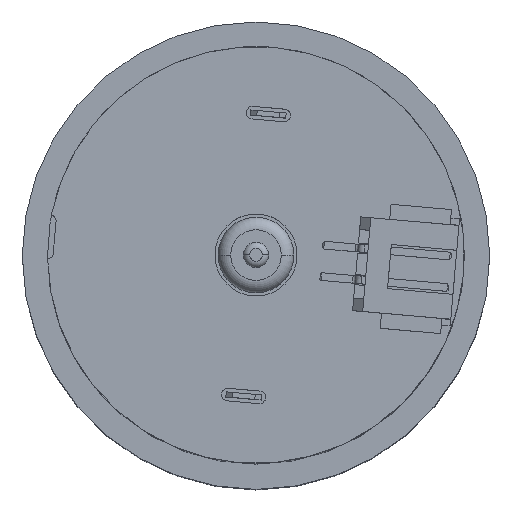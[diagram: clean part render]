
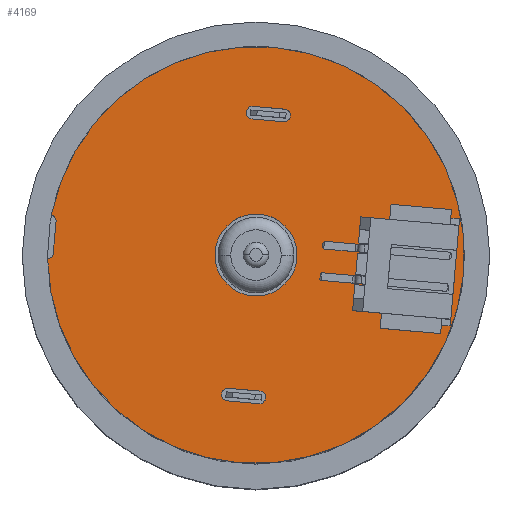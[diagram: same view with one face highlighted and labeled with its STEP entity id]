
A CAD part, top view. The second image highlights one B-rep face of the part: STEP entity #4169.
In plain terms, the highlighted planar face has unit normal (0, 0, 1).
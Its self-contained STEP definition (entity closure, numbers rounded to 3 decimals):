
#1 = CARTESIAN_POINT ( 'NONE',  ( -18.098, -0.566, 132.1 ) ) ;
#29 = CARTESIAN_POINT ( 'NONE',  ( 0.665, 11.285, 132.1 ) ) ;
#36 = FACE_OUTER_BOUND ( 'NONE', #5883, .T. ) ;
#168 = AXIS2_PLACEMENT_3D ( 'NONE', #11896, #5670, #12914 ) ;
#365 = DIRECTION ( 'NONE',  ( 0., 0., 1. ) ) ;
#447 = CARTESIAN_POINT ( 'NONE',  ( 0.577, 10.289, 132.1 ) ) ;
#470 = CARTESIAN_POINT ( 'NONE',  ( -1.826, 11.503, 132.1 ) ) ;
#517 = DIRECTION ( 'NONE',  ( 0., 0., -1. ) ) ;
#566 = DIRECTION ( 'NONE',  ( 0.087, 0.996, 0. ) ) ;
#596 = AXIS2_PLACEMENT_3D ( 'NONE', #10795, #4578, #11850 ) ;
#642 = DIRECTION ( 'NONE',  ( -0.996, 0.087, 0. ) ) ;
#735 = ORIENTED_EDGE ( 'NONE', *, *, #5115, .F. ) ;
#762 = AXIS2_PLACEMENT_3D ( 'NONE', #6712, #517, #7750 ) ;
#826 = DIRECTION ( 'NONE',  ( 0., 0., 1. ) ) ;
#994 = EDGE_CURVE ( 'NONE', #7135, #11158, #4284, .T. ) ;
#1049 = ORIENTED_EDGE ( 'NONE', *, *, #12187, .T. ) ;
#1204 = VERTEX_POINT ( 'NONE', #11710 ) ;
#1222 = CIRCLE ( 'NONE', #10690, 0.5 ) ;
#1227 = CIRCLE ( 'NONE', #5494, 3.25 ) ;
#1250 = ORIENTED_EDGE ( 'NONE', *, *, #5310, .F. ) ;
#1274 = DIRECTION ( 'NONE',  ( 0., 0., 1. ) ) ;
#1387 = DIRECTION ( 'NONE',  ( 0.087, 0.996, 0. ) ) ;
#1408 = VECTOR ( 'NONE', #9761, 1000. ) ;
#1566 = CARTESIAN_POINT ( 'NONE',  ( -1.6, -0.261, 132.1 ) ) ;
#1685 = CARTESIAN_POINT ( 'NONE',  ( -3.778, -10.812, 132.1 ) ) ;
#1717 = ORIENTED_EDGE ( 'NONE', *, *, #8738, .F. ) ;
#1746 = ORIENTED_EDGE ( 'NONE', *, *, #9892, .T. ) ;
#1759 = CARTESIAN_POINT ( 'NONE',  ( -1.375, -12.026, 132.1 ) ) ;
#1805 = CIRCLE ( 'NONE', #762, 0.5 ) ;
#1982 = VERTEX_POINT ( 'NONE', #5291 ) ;
#2123 = VERTEX_POINT ( 'NONE', #8075 ) ;
#2152 = AXIS2_PLACEMENT_3D ( 'NONE', #12942, #6756, #566 ) ;
#2154 = DIRECTION ( 'NONE',  ( 0.996, -0.087, 0. ) ) ;
#2206 = DIRECTION ( 'NONE',  ( 0., 0., 1. ) ) ;
#2416 = VECTOR ( 'NONE', #1387, 1000. ) ;
#2471 = FACE_BOUND ( 'NONE', #4991, .T. ) ;
#2579 = LINE ( 'NONE', #7294, #13233 ) ;
#2601 = DIRECTION ( 'NONE',  ( 0.087, 0.996, 0. ) ) ;
#2636 = ORIENTED_EDGE ( 'NONE', *, *, #10955, .F. ) ;
#2660 = VERTEX_POINT ( 'NONE', #2934 ) ;
#2701 = CIRCLE ( 'NONE', #12426, 3.25 ) ;
#2882 = CARTESIAN_POINT ( 'NONE',  ( -1.884, -3.499, 132.1 ) ) ;
#2934 = CARTESIAN_POINT ( 'NONE',  ( -3.865, -11.808, 132.1 ) ) ;
#3305 = ORIENTED_EDGE ( 'NONE', *, *, #5985, .F. ) ;
#3391 = CARTESIAN_POINT ( 'NONE',  ( -1.913, 10.507, 132.1 ) ) ;
#3538 = CIRCLE ( 'NONE', #596, 0.5 ) ;
#3617 = EDGE_LOOP ( 'NONE', ( #735, #1250, #5351, #2636 ) ) ;
#3721 = CARTESIAN_POINT ( 'NONE',  ( -3.778, -10.812, 132.1 ) ) ;
#3738 = AXIS2_PLACEMENT_3D ( 'NONE', #6077, #13320, #7106 ) ;
#3829 = VERTEX_POINT ( 'NONE', #2882 ) ;
#3958 = ORIENTED_EDGE ( 'NONE', *, *, #994, .T. ) ;
#4062 = EDGE_LOOP ( 'NONE', ( #3305, #11284 ) ) ;
#4138 = LINE ( 'NONE', #470, #1408 ) ;
#4169 = ADVANCED_FACE ( 'NONE', ( #36, #7941, #7631, #2471 ), #6255, .T. ) ;
#4284 = CIRCLE ( 'NONE', #168, 0.5 ) ;
#4565 = CIRCLE ( 'NONE', #2152, 16.5 ) ;
#4578 = DIRECTION ( 'NONE',  ( 0., 0., 1. ) ) ;
#4621 = CARTESIAN_POINT ( 'NONE',  ( -1.826, 11.503, 132.1 ) ) ;
#4779 = CIRCLE ( 'NONE', #10437, 0.5 ) ;
#4947 = CARTESIAN_POINT ( 'NONE',  ( -1.6, -0.261, 132.1 ) ) ;
#4991 = EDGE_LOOP ( 'NONE', ( #8775, #1746, #1049, #3958 ) ) ;
#5115 = EDGE_CURVE ( 'NONE', #9477, #2660, #3538, .T. ) ;
#5148 = AXIS2_PLACEMENT_3D ( 'NONE', #8398, #2206, #9427 ) ;
#5173 = DIRECTION ( 'NONE',  ( 0., 0., 1. ) ) ;
#5291 = CARTESIAN_POINT ( 'NONE',  ( -1.913, 10.507, 132.1 ) ) ;
#5310 = EDGE_CURVE ( 'NONE', #8147, #9477, #5776, .T. ) ;
#5351 = ORIENTED_EDGE ( 'NONE', *, *, #12463, .F. ) ;
#5494 = AXIS2_PLACEMENT_3D ( 'NONE', #4947, #12208, #5972 ) ;
#5619 = CIRCLE ( 'NONE', #9952, 16.5 ) ;
#5670 = DIRECTION ( 'NONE',  ( 0., 0., -1. ) ) ;
#5672 = VECTOR ( 'NONE', #9592, 1000. ) ;
#5776 = LINE ( 'NONE', #1685, #8210 ) ;
#5883 = EDGE_LOOP ( 'NONE', ( #6136, #6375, #8487, #10195, #1717, #6731 ) ) ;
#5972 = DIRECTION ( 'NONE',  ( 0.087, 0.996, 0. ) ) ;
#5985 = EDGE_CURVE ( 'NONE', #3829, #7203, #2701, .T. ) ;
#6077 = CARTESIAN_POINT ( 'NONE',  ( -1.331, -11.528, 132.1 ) ) ;
#6136 = ORIENTED_EDGE ( 'NONE', *, *, #12583, .F. ) ;
#6255 = PLANE ( 'NONE',  #5148 ) ;
#6275 = AXIS2_PLACEMENT_3D ( 'NONE', #7439, #1274, #8501 ) ;
#6375 = ORIENTED_EDGE ( 'NONE', *, *, #9935, .T. ) ;
#6554 = VERTEX_POINT ( 'NONE', #1759 ) ;
#6559 = CARTESIAN_POINT ( 'NONE',  ( -17.929, 2.422, 132.1 ) ) ;
#6712 = CARTESIAN_POINT ( 'NONE',  ( -1.87, 11.005, 132.1 ) ) ;
#6731 = ORIENTED_EDGE ( 'NONE', *, *, #8230, .F. ) ;
#6756 = DIRECTION ( 'NONE',  ( 0., 0., 1. ) ) ;
#7004 = CARTESIAN_POINT ( 'NONE',  ( -1.6, -0.261, 132.1 ) ) ;
#7005 = EDGE_CURVE ( 'NONE', #7203, #3829, #1227, .T. ) ;
#7106 = DIRECTION ( 'NONE',  ( 0.087, 0.996, 0. ) ) ;
#7135 = VERTEX_POINT ( 'NONE', #29 ) ;
#7203 = VERTEX_POINT ( 'NONE', #12482 ) ;
#7294 = CARTESIAN_POINT ( 'NONE',  ( -3.865, -11.808, 132.1 ) ) ;
#7312 = VERTEX_POINT ( 'NONE', #1 ) ;
#7439 = CARTESIAN_POINT ( 'NONE',  ( -1.6, -0.261, 132.1 ) ) ;
#7591 = DIRECTION ( 'NONE',  ( 0.087, 0.996, 0. ) ) ;
#7631 = FACE_BOUND ( 'NONE', #3617, .T. ) ;
#7750 = DIRECTION ( 'NONE',  ( -0.087, -0.996, 0. ) ) ;
#7941 = FACE_BOUND ( 'NONE', #4062, .T. ) ;
#8061 = DIRECTION ( 'NONE',  ( 0.087, 0.996, 0. ) ) ;
#8075 = CARTESIAN_POINT ( 'NONE',  ( -0.162, 16.176, 132.1 ) ) ;
#8078 = CARTESIAN_POINT ( 'NONE',  ( -17.648, -0.112, 132.1 ) ) ;
#8147 = VERTEX_POINT ( 'NONE', #9555 ) ;
#8210 = VECTOR ( 'NONE', #642, 1000. ) ;
#8230 = EDGE_CURVE ( 'NONE', #8962, #1204, #10305, .T. ) ;
#8398 = CARTESIAN_POINT ( 'NONE',  ( -1.6, -0.261, 132.1 ) ) ;
#8425 = LINE ( 'NONE', #3391, #5672 ) ;
#8487 = ORIENTED_EDGE ( 'NONE', *, *, #9196, .T. ) ;
#8496 = CIRCLE ( 'NONE', #6275, 16.5 ) ;
#8501 = DIRECTION ( 'NONE',  ( 0.087, 0.996, 0. ) ) ;
#8517 = CARTESIAN_POINT ( 'NONE',  ( -3.038, -16.699, 132.1 ) ) ;
#8738 = EDGE_CURVE ( 'NONE', #1204, #10214, #4779, .T. ) ;
#8766 = DIRECTION ( 'NONE',  ( 0., 0., 1. ) ) ;
#8775 = ORIENTED_EDGE ( 'NONE', *, *, #10440, .T. ) ;
#8962 = VERTEX_POINT ( 'NONE', #8078 ) ;
#9196 = EDGE_CURVE ( 'NONE', #10455, #2123, #8496, .T. ) ;
#9427 = DIRECTION ( 'NONE',  ( 0.087, 0.996, 0. ) ) ;
#9477 = VERTEX_POINT ( 'NONE', #3721 ) ;
#9555 = CARTESIAN_POINT ( 'NONE',  ( -1.288, -11.03, 132.1 ) ) ;
#9592 = DIRECTION ( 'NONE',  ( -0.996, 0.087, 0. ) ) ;
#9692 = CARTESIAN_POINT ( 'NONE',  ( -17.648, -0.112, 132.1 ) ) ;
#9761 = DIRECTION ( 'NONE',  ( 0.996, -0.087, 0. ) ) ;
#9892 = EDGE_CURVE ( 'NONE', #1982, #11751, #1805, .T. ) ;
#9935 = EDGE_CURVE ( 'NONE', #7312, #10455, #4565, .T. ) ;
#9952 = AXIS2_PLACEMENT_3D ( 'NONE', #7004, #826, #8061 ) ;
#10195 = ORIENTED_EDGE ( 'NONE', *, *, #11418, .T. ) ;
#10214 = VERTEX_POINT ( 'NONE', #10343 ) ;
#10305 = LINE ( 'NONE', #9692, #2416 ) ;
#10343 = CARTESIAN_POINT ( 'NONE',  ( -17.794, 2.904, 132.1 ) ) ;
#10437 = AXIS2_PLACEMENT_3D ( 'NONE', #6559, #365, #7591 ) ;
#10440 = EDGE_CURVE ( 'NONE', #11158, #1982, #8425, .T. ) ;
#10455 = VERTEX_POINT ( 'NONE', #8517 ) ;
#10690 = AXIS2_PLACEMENT_3D ( 'NONE', #11397, #5173, #12450 ) ;
#10795 = CARTESIAN_POINT ( 'NONE',  ( -3.822, -11.31, 132.1 ) ) ;
#10955 = EDGE_CURVE ( 'NONE', #2660, #6554, #2579, .T. ) ;
#11158 = VERTEX_POINT ( 'NONE', #447 ) ;
#11284 = ORIENTED_EDGE ( 'NONE', *, *, #7005, .F. ) ;
#11397 = CARTESIAN_POINT ( 'NONE',  ( -18.147, -0.068, 132.1 ) ) ;
#11418 = EDGE_CURVE ( 'NONE', #2123, #10214, #5619, .T. ) ;
#11710 = CARTESIAN_POINT ( 'NONE',  ( -17.431, 2.378, 132.1 ) ) ;
#11751 = VERTEX_POINT ( 'NONE', #4621 ) ;
#11850 = DIRECTION ( 'NONE',  ( 0.087, 0.996, 0. ) ) ;
#11896 = CARTESIAN_POINT ( 'NONE',  ( 0.621, 10.787, 132.1 ) ) ;
#12187 = EDGE_CURVE ( 'NONE', #11751, #7135, #4138, .T. ) ;
#12208 = DIRECTION ( 'NONE',  ( 0., 0., 1. ) ) ;
#12426 = AXIS2_PLACEMENT_3D ( 'NONE', #1566, #8766, #2601 ) ;
#12450 = DIRECTION ( 'NONE',  ( 0.087, 0.996, 0. ) ) ;
#12463 = EDGE_CURVE ( 'NONE', #6554, #8147, #13171, .T. ) ;
#12482 = CARTESIAN_POINT ( 'NONE',  ( -1.317, 2.976, 132.1 ) ) ;
#12583 = EDGE_CURVE ( 'NONE', #7312, #8962, #1222, .T. ) ;
#12914 = DIRECTION ( 'NONE',  ( -0.087, -0.996, 0. ) ) ;
#12942 = CARTESIAN_POINT ( 'NONE',  ( -1.6, -0.261, 132.1 ) ) ;
#13171 = CIRCLE ( 'NONE', #3738, 0.5 ) ;
#13233 = VECTOR ( 'NONE', #2154, 1000. ) ;
#13320 = DIRECTION ( 'NONE',  ( 0., 0., 1. ) ) ;
